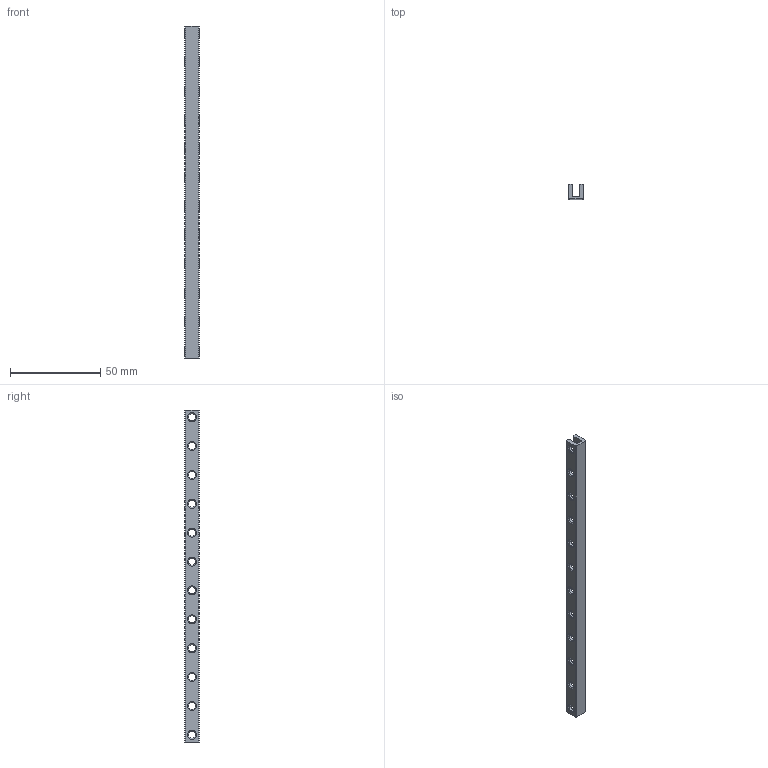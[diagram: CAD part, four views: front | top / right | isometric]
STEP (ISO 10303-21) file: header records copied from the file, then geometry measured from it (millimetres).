
FILE_DESCRIPTION (( 'STEP AP214' ), '1' );
FILE_NAME ('Beam0808-184µ¥¿×Áº.STEP', '2016-10-27T06:56:44', ( 'dell' ), ( '' ), 'SwSTEP 2.0', 'SolidWorks 2013', '' );
FILE_SCHEMA (( 'AUTOMOTIVE_DESIGN' ));
Length unit declared in the file: millimetre
Products named in the file (1): Beam0808-184等謂褽
Bounding box: 8 x 8 x 184 mm (x, y, z)
Volume: 6447.6 mm3; surface area: 8027.9 mm2
Topology: 1 solids, 1 shells, 114 faces, 336 edges, 224 vertices
Faces by surface type: cylinder 56, cone 48, plane 10
Entity records: 4058 total; most frequent: DIRECTION 774, CARTESIAN_POINT 675, ORIENTED_EDGE 672, EDGE_CURVE 336, AXIS2_PLACEMENT_3D 323, VERTEX_POINT 224, CIRCLE 208, EDGE_LOOP 162
